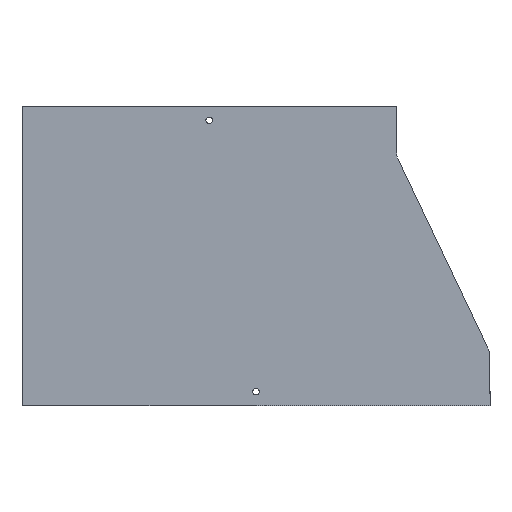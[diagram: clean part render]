
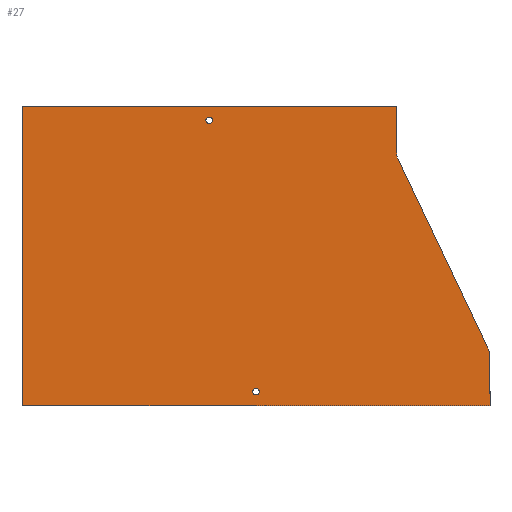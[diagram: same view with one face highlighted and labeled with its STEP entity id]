
A CAD part, front view. The second image highlights one B-rep face of the part: STEP entity #27.
In plain terms, the highlighted planar face has unit normal (0, -1, 0).
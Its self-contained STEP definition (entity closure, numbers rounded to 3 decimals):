
#27 = ADVANCED_FACE ( 'NONE', ( #1484, #1490, #1488 ), #238, .F. ) ;
#92 = DIRECTION ( 'NONE',  ( 0., 1., 0. ) ) ;
#198 = DIRECTION ( 'NONE',  ( 0., 0., 1. ) ) ;
#238 = PLANE ( 'NONE',  #880 ) ;
#239 = CARTESIAN_POINT ( 'NONE',  ( -420., 0., -48.222 ) ) ;
#284 = DIRECTION ( 'NONE',  ( 0., 0., 1. ) ) ;
#318 = DIRECTION ( 'NONE',  ( 0., 0., 1. ) ) ;
#321 = CARTESIAN_POINT ( 'NONE',  ( 400., 0., 0. ) ) ;
#357 = CARTESIAN_POINT ( 'NONE',  ( -400., 0., 0. ) ) ;
#358 = DIRECTION ( 'NONE',  ( 1., 0., 0. ) ) ;
#394 = CARTESIAN_POINT ( 'NONE',  ( 500., 0., -269.519 ) ) ;
#406 = CARTESIAN_POINT ( 'NONE',  ( -500., 0., -320. ) ) ;
#409 = DIRECTION ( 'NONE',  ( -1., 0., 0. ) ) ;
#411 = CARTESIAN_POINT ( 'NONE',  ( 0., 0., 0. ) ) ;
#421 = DIRECTION ( 'NONE',  ( 0., 0., 1. ) ) ;
#426 = CARTESIAN_POINT ( 'NONE',  ( 420., 0., -48.222 ) ) ;
#427 = DIRECTION ( 'NONE',  ( 0., 1., 0. ) ) ;
#428 = CARTESIAN_POINT ( 'NONE',  ( 470., 0., -269.519 ) ) ;
#429 = DIRECTION ( 'NONE',  ( 0., -1., 0. ) ) ;
#430 = DIRECTION ( 'NONE',  ( 0., 0., 1. ) ) ;
#432 = DIRECTION ( 'NONE',  ( -0.43, 0., 0.903 ) ) ;
#434 = DIRECTION ( 'NONE',  ( 0., 0., 1. ) ) ;
#436 = CARTESIAN_POINT ( 'NONE',  ( 200., 0., -15. ) ) ;
#437 = DIRECTION ( 'NONE',  ( 0., -1., 0. ) ) ;
#438 = DIRECTION ( 'NONE',  ( 0., 0., -1. ) ) ;
#439 = DIRECTION ( 'NONE',  ( 0., 0., -1. ) ) ;
#440 = DIRECTION ( 'NONE',  ( 0., -1., 0. ) ) ;
#442 = CARTESIAN_POINT ( 'NONE',  ( 401.943, 0., -56.82 ) ) ;
#443 = CARTESIAN_POINT ( 'NONE',  ( 250., 0., -305. ) ) ;
#593 = CARTESIAN_POINT ( 'NONE',  ( 400., 0., 0. ) ) ;
#613 = CARTESIAN_POINT ( 'NONE',  ( 500., 0., -320. ) ) ;
#624 = CARTESIAN_POINT ( 'NONE',  ( 400., 0., -48.222 ) ) ;
#637 = CARTESIAN_POINT ( 'NONE',  ( 0., 0., -320. ) ) ;
#656 = CARTESIAN_POINT ( 'NONE',  ( 500., 0., -269.519 ) ) ;
#658 = CARTESIAN_POINT ( 'NONE',  ( 0., 0., 0. ) ) ;
#661 = CARTESIAN_POINT ( 'NONE',  ( 401.943, 0., -56.82 ) ) ;
#667 = CARTESIAN_POINT ( 'NONE',  ( 497.086, 0., -256.621 ) ) ;
#678 = CARTESIAN_POINT ( 'NONE',  ( 250., 0., -308.5 ) ) ;
#681 = CARTESIAN_POINT ( 'NONE',  ( 200., 0., -18.5 ) ) ;
#732 = EDGE_CURVE ( 'NONE', #1017, #985, #1572, .T. ) ;
#756 = EDGE_CURVE ( 'NONE', #1006, #1419, #1612, .T. ) ;
#778 = EDGE_CURVE ( 'NONE', #1421, #985, #1650, .T. ) ;
#781 = EDGE_CURVE ( 'NONE', #1006, #1398, #1656, .T. ) ;
#786 = EDGE_CURVE ( 'NONE', #1792, #1792, #1666, .T. ) ;
#787 = EDGE_CURVE ( 'NONE', #1789, #1789, #1670, .T. ) ;
#788 = EDGE_CURVE ( 'NONE', #1398, #1421, #1668, .T. ) ;
#789 = EDGE_CURVE ( 'NONE', #1419, #1430, #1669, .T. ) ;
#790 = EDGE_CURVE ( 'NONE', #1430, #1424, #1673, .T. ) ;
#791 = EDGE_CURVE ( 'NONE', #1424, #1017, #1671, .T. ) ;
#880 = AXIS2_PLACEMENT_3D ( 'NONE', #239, #92, #198 ) ;
#933 = AXIS2_PLACEMENT_3D ( 'NONE', #443, #440, #439 ) ;
#934 = AXIS2_PLACEMENT_3D ( 'NONE', #436, #437, #438 ) ;
#935 = AXIS2_PLACEMENT_3D ( 'NONE', #428, #429, #430 ) ;
#936 = AXIS2_PLACEMENT_3D ( 'NONE', #426, #427, #421 ) ;
#985 = VERTEX_POINT ( 'NONE', #593 ) ;
#1006 = VERTEX_POINT ( 'NONE', #613 ) ;
#1017 = VERTEX_POINT ( 'NONE', #624 ) ;
#1108 = ORIENTED_EDGE ( 'NONE', *, *, #786, .F. ) ;
#1109 = ORIENTED_EDGE ( 'NONE', *, *, #787, .F. ) ;
#1110 = ORIENTED_EDGE ( 'NONE', *, *, #778, .F. ) ;
#1111 = ORIENTED_EDGE ( 'NONE', *, *, #788, .F. ) ;
#1112 = ORIENTED_EDGE ( 'NONE', *, *, #781, .F. ) ;
#1113 = ORIENTED_EDGE ( 'NONE', *, *, #756, .T. ) ;
#1114 = ORIENTED_EDGE ( 'NONE', *, *, #789, .T. ) ;
#1115 = ORIENTED_EDGE ( 'NONE', *, *, #790, .T. ) ;
#1116 = ORIENTED_EDGE ( 'NONE', *, *, #791, .T. ) ;
#1117 = ORIENTED_EDGE ( 'NONE', *, *, #732, .T. ) ;
#1325 = EDGE_LOOP ( 'NONE', ( #1108 ) ) ;
#1351 = EDGE_LOOP ( 'NONE', ( #1109 ) ) ;
#1352 = EDGE_LOOP ( 'NONE', ( #1110, #1111, #1112, #1113, #1114, #1115, #1116, #1117 ) ) ;
#1398 = VERTEX_POINT ( 'NONE', #637 ) ;
#1419 = VERTEX_POINT ( 'NONE', #656 ) ;
#1421 = VERTEX_POINT ( 'NONE', #658 ) ;
#1424 = VERTEX_POINT ( 'NONE', #661 ) ;
#1430 = VERTEX_POINT ( 'NONE', #667 ) ;
#1484 = FACE_BOUND ( 'NONE', #1325, .T. ) ;
#1488 = FACE_OUTER_BOUND ( 'NONE', #1352, .T. ) ;
#1490 = FACE_BOUND ( 'NONE', #1351, .T. ) ;
#1572 = LINE ( 'NONE', #321, #1575 ) ;
#1575 = VECTOR ( 'NONE', #318, 1000. ) ;
#1612 = LINE ( 'NONE', #394, #1615 ) ;
#1615 = VECTOR ( 'NONE', #284, 1000. ) ;
#1650 = LINE ( 'NONE', #357, #1653 ) ;
#1653 = VECTOR ( 'NONE', #358, 1000. ) ;
#1656 = LINE ( 'NONE', #406, #1659 ) ;
#1659 = VECTOR ( 'NONE', #409, 1000. ) ;
#1666 = CIRCLE ( 'NONE', #933, 3.5 ) ;
#1668 = LINE ( 'NONE', #411, #1672 ) ;
#1669 = CIRCLE ( 'NONE', #935, 30. ) ;
#1670 = CIRCLE ( 'NONE', #934, 3.5 ) ;
#1671 = CIRCLE ( 'NONE', #936, 20. ) ;
#1672 = VECTOR ( 'NONE', #434, 1000. ) ;
#1673 = LINE ( 'NONE', #442, #1674 ) ;
#1674 = VECTOR ( 'NONE', #432, 1000. ) ;
#1789 = VERTEX_POINT ( 'NONE', #681 ) ;
#1792 = VERTEX_POINT ( 'NONE', #678 ) ;
